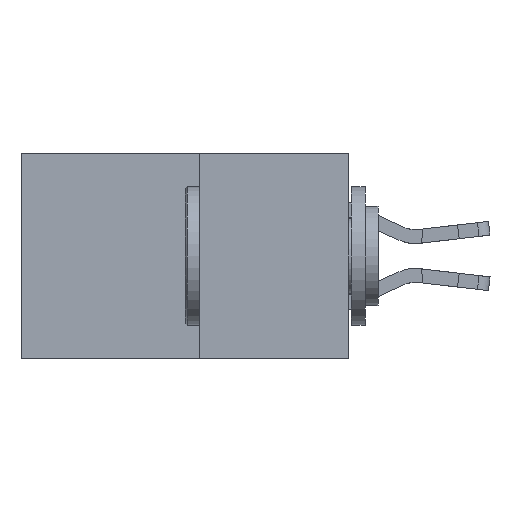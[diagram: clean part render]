
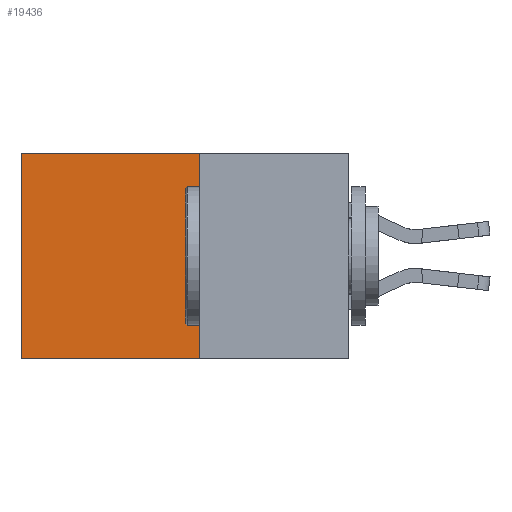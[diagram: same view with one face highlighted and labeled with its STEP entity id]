
A CAD part, left-side view. The second image highlights one B-rep face of the part: STEP entity #19436.
In plain terms, the highlighted planar face has unit normal (-1, 0, 0).
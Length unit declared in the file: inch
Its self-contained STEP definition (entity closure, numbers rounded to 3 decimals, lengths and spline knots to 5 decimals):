
#33 = CARTESIAN_POINT ( 'NONE',  ( 0.277, 0.59, 0. ) ) ;
#917 = EDGE_CURVE ( 'NONE', #18711, #10698, #21131, .T. ) ;
#1871 = CARTESIAN_POINT ( 'NONE',  ( 0.277, 0.59, -0.37 ) ) ;
#2156 = LINE ( 'NONE', #5915, #11534 ) ;
#3546 = LINE ( 'NONE', #12040, #11865 ) ;
#3781 = DIRECTION ( 'NONE',  ( 0., 0., -1. ) ) ;
#4034 = DIRECTION ( 'NONE',  ( 1., 0., 0. ) ) ;
#4035 = EDGE_CURVE ( 'NONE', #10698, #9511, #2156, .T. ) ;
#4845 = ORIENTED_EDGE ( 'NONE', *, *, #4035, .T. ) ;
#5358 = ORIENTED_EDGE ( 'NONE', *, *, #7573, .F. ) ;
#5544 = CARTESIAN_POINT ( 'NONE',  ( 0.277, 0.27, 0. ) ) ;
#5663 = CARTESIAN_POINT ( 'NONE',  ( 0.277, 0.27, -0.37 ) ) ;
#5873 = DIRECTION ( 'NONE',  ( 0., 0., -1. ) ) ;
#5915 = CARTESIAN_POINT ( 'NONE',  ( 0.277, 0.59, -0.37 ) ) ;
#6062 = CARTESIAN_POINT ( 'NONE',  ( 0.277, 0.27, -0.37 ) ) ;
#7172 = ORIENTED_EDGE ( 'NONE', *, *, #917, .T. ) ;
#7467 = VERTEX_POINT ( 'NONE', #6062 ) ;
#7573 = EDGE_CURVE ( 'NONE', #7467, #9511, #17134, .T. ) ;
#9392 = DIRECTION ( 'NONE',  ( 0., 1., 0. ) ) ;
#9511 = VERTEX_POINT ( 'NONE', #1871 ) ;
#9776 = ORIENTED_EDGE ( 'NONE', *, *, #12616, .F. ) ;
#10698 = VERTEX_POINT ( 'NONE', #33 ) ;
#11534 = VECTOR ( 'NONE', #5873, 39.37008 ) ;
#11865 = VECTOR ( 'NONE', #3781, 39.37008 ) ;
#12040 = CARTESIAN_POINT ( 'NONE',  ( 0.277, 0.27, -0.37 ) ) ;
#12616 = EDGE_CURVE ( 'NONE', #18711, #7467, #3546, .T. ) ;
#13185 = EDGE_LOOP ( 'NONE', ( #4845, #5358, #9776, #7172 ) ) ;
#13707 = DIRECTION ( 'NONE',  ( 0., 1., 0. ) ) ;
#13894 = PLANE ( 'NONE',  #20525 ) ;
#15531 = DIRECTION ( 'NONE',  ( 0., 0., -1. ) ) ;
#15984 = FACE_OUTER_BOUND ( 'NONE', #13185, .T. ) ;
#16626 = VECTOR ( 'NONE', #13707, 39.37008 ) ;
#17134 = LINE ( 'NONE', #17275, #16626 ) ;
#17275 = CARTESIAN_POINT ( 'NONE',  ( 0.277, 0.27, -0.37 ) ) ;
#17436 = VECTOR ( 'NONE', #9392, 39.37008 ) ;
#17888 = CARTESIAN_POINT ( 'NONE',  ( 0.277, 0.27, 0. ) ) ;
#18711 = VERTEX_POINT ( 'NONE', #5544 ) ;
#19436 = ADVANCED_FACE ( 'NONE', ( #15984 ), #13894, .F. ) ;
#20525 = AXIS2_PLACEMENT_3D ( 'NONE', #5663, #4034, #15531 ) ;
#21131 = LINE ( 'NONE', #17888, #17436 ) ;
